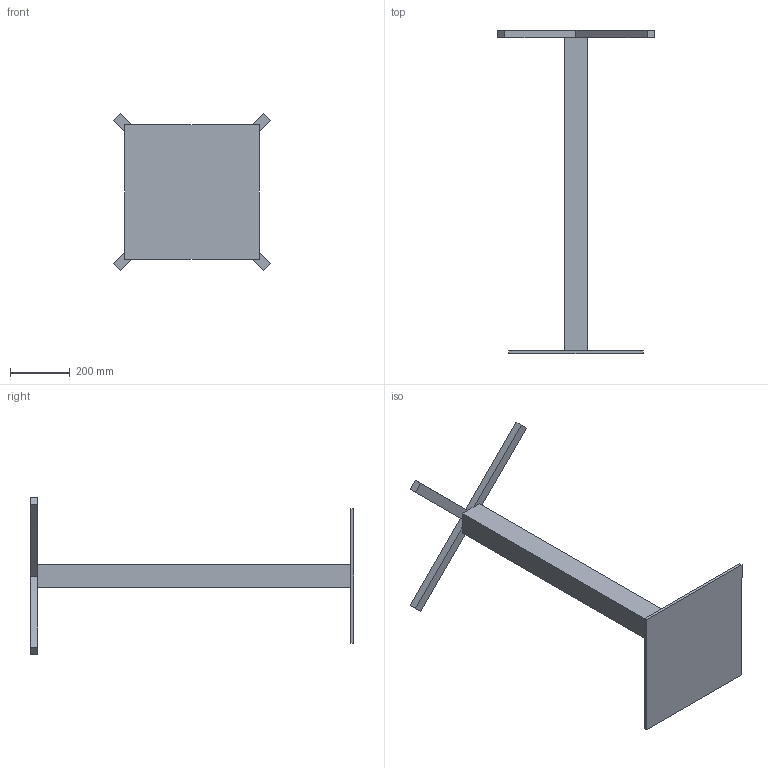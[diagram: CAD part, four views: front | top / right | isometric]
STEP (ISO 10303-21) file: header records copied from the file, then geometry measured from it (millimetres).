
FILE_DESCRIPTION(('STEP AP214'),'1');
FILE_NAME('3036446 Livia SE_Edelstahl.STP','2025-07-24T09:48:12',(' '),(' '),'Spatial InterOp 3D',' ',' ');
FILE_SCHEMA(('AUTOMOTIVE_DESIGN { 1 0 10303 214 1 1 1 1 }'));
Length unit declared in the file: millimetre
Products named in the file (1): Boss-Extrude1
Bounding box: 524.75 x 1080 x 524.75 mm (x, y, z)
Volume: 9919811.9 mm3; surface area: 926516.4 mm2
Topology: 2 solids, 2 shells, 32 faces, 76 edges, 48 vertices
Faces by surface type: plane 32
Entity records: 934 total; most frequent: CARTESIAN_POINT 158, ORIENTED_EDGE 152, DIRECTION 144, EDGE_CURVE 76, LINE 76, VECTOR 76, VERTEX_POINT 48, AXIS2_PLACEMENT_3D 34
